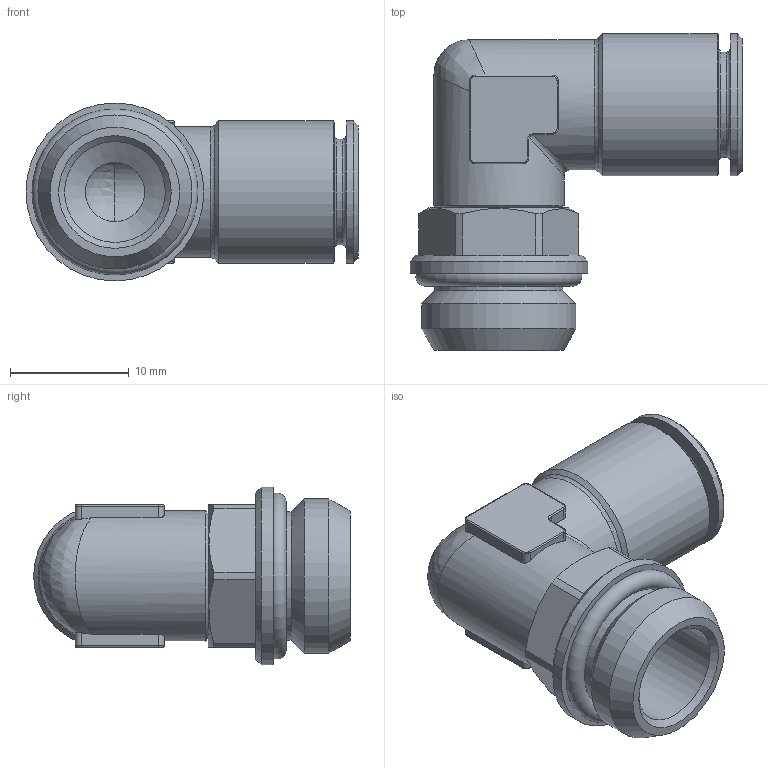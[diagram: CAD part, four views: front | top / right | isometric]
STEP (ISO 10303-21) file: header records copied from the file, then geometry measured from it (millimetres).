
FILE_DESCRIPTION(( 'MAL.16.08.14.stp' ), '1');
FILE_NAME( 'MAL.16.08.14.stp', '2021-02-19T16:28:11',( 'Sopra'),('sopra-pneumatic.com'), 'SwSTEP 2.0','SolidWorks 2009','' );
FILE_SCHEMA( ( 'AUTOMOTIVE_DESIGN { 1 0 10303 214 1 1 1 1 }' ) );
Length unit declared in the file: metre
Products named in the file (1): Taglia-Rivoluzione2
Bounding box: 28 x 26.7 x 15 mm (x, y, z)
Volume: 2792.9 mm3; surface area: 2904.7 mm2
Topology: 1 solids, 1 shells, 101 faces, 248 edges, 153 vertices
Faces by surface type: cylinder 42, plane 28, torus 15, cone 13, bspline 2, sphere 1
Full cylindrical faces by diameter (mm): 5 x1, 6 x1, 8.15 x1, 8.5 x1, 8.9 x1, 10.8 x1, 11 x2, 12 x2, 13 x1, 15 x1
Entity records: 3976 total; most frequent: CARTESIAN_POINT 961, DIRECTION 472, ORIENTED_EDGE 412, EDGE_CURVE 206, AXIS2_PLACEMENT_3D 199, VERTEX_POINT 142, EDGE_LOOP 137, FACE_OUTER_BOUND 116
